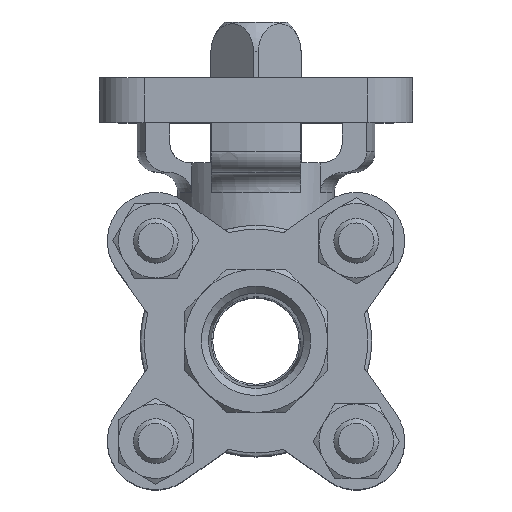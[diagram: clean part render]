
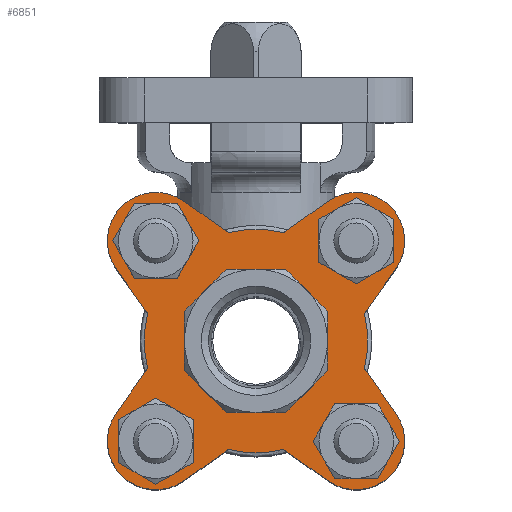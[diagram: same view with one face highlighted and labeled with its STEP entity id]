
A CAD part, top view. The second image highlights one B-rep face of the part: STEP entity #6851.
In plain terms, the highlighted planar face has unit normal (0, 0, 1).
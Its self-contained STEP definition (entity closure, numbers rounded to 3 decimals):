
#93=LINE('',#10788,#468);
#94=LINE('',#10792,#469);
#95=LINE('',#10796,#470);
#96=LINE('',#10800,#471);
#97=LINE('',#10804,#472);
#98=LINE('',#10808,#473);
#99=LINE('',#10812,#474);
#100=LINE('',#10816,#475);
#101=LINE('',#10819,#476);
#102=LINE('',#10822,#477);
#103=LINE('',#10824,#478);
#104=LINE('',#10826,#479);
#105=LINE('',#10828,#480);
#106=LINE('',#10830,#481);
#107=LINE('',#10832,#482);
#108=LINE('',#10834,#483);
#468=VECTOR('',#8316,1000.);
#469=VECTOR('',#8319,1000.);
#470=VECTOR('',#8322,1000.);
#471=VECTOR('',#8325,1000.);
#472=VECTOR('',#8328,1000.);
#473=VECTOR('',#8331,1000.);
#474=VECTOR('',#8334,1000.);
#475=VECTOR('',#8337,1000.);
#476=VECTOR('',#8340,1000.);
#477=VECTOR('',#8341,1000.);
#478=VECTOR('',#8342,1000.);
#479=VECTOR('',#8343,1000.);
#480=VECTOR('',#8344,1000.);
#481=VECTOR('',#8345,1000.);
#482=VECTOR('',#8346,1000.);
#483=VECTOR('',#8347,1000.);
#901=PLANE('',#7372);
#1151=CIRCLE('',#7373,15.);
#1152=CIRCLE('',#7374,6.5);
#1153=CIRCLE('',#7375,15.);
#1154=CIRCLE('',#7376,6.5);
#1155=CIRCLE('',#7377,15.);
#1156=CIRCLE('',#7378,6.5);
#1157=CIRCLE('',#7379,15.);
#1158=CIRCLE('',#7380,6.5);
#1159=CIRCLE('',#7381,4.5);
#1160=CIRCLE('',#7382,4.5);
#1161=CIRCLE('',#7383,4.5);
#1162=CIRCLE('',#7384,4.5);
#1661=ORIENTED_EDGE('',*,*,#3745,.F.);
#1662=ORIENTED_EDGE('',*,*,#3746,.T.);
#1663=ORIENTED_EDGE('',*,*,#3747,.T.);
#1664=ORIENTED_EDGE('',*,*,#3748,.T.);
#1665=ORIENTED_EDGE('',*,*,#3749,.F.);
#1666=ORIENTED_EDGE('',*,*,#3750,.T.);
#1667=ORIENTED_EDGE('',*,*,#3751,.T.);
#1668=ORIENTED_EDGE('',*,*,#3752,.T.);
#1669=ORIENTED_EDGE('',*,*,#3753,.F.);
#1670=ORIENTED_EDGE('',*,*,#3754,.T.);
#1671=ORIENTED_EDGE('',*,*,#3755,.T.);
#1672=ORIENTED_EDGE('',*,*,#3756,.T.);
#1673=ORIENTED_EDGE('',*,*,#3757,.F.);
#1674=ORIENTED_EDGE('',*,*,#3758,.T.);
#1675=ORIENTED_EDGE('',*,*,#3759,.T.);
#1676=ORIENTED_EDGE('',*,*,#3760,.T.);
#1677=ORIENTED_EDGE('',*,*,#3761,.F.);
#1678=ORIENTED_EDGE('',*,*,#3762,.F.);
#1679=ORIENTED_EDGE('',*,*,#3763,.F.);
#1680=ORIENTED_EDGE('',*,*,#3764,.F.);
#1681=ORIENTED_EDGE('',*,*,#3765,.F.);
#1682=ORIENTED_EDGE('',*,*,#3766,.F.);
#1683=ORIENTED_EDGE('',*,*,#3767,.F.);
#1684=ORIENTED_EDGE('',*,*,#3768,.F.);
#1685=ORIENTED_EDGE('',*,*,#3769,.F.);
#1686=ORIENTED_EDGE('',*,*,#3770,.F.);
#1687=ORIENTED_EDGE('',*,*,#3771,.F.);
#1688=ORIENTED_EDGE('',*,*,#3772,.F.);
#3745=EDGE_CURVE('',#4754,#4755,#1151,.T.);
#3746=EDGE_CURVE('',#4754,#4756,#93,.T.);
#3747=EDGE_CURVE('',#4756,#4757,#1152,.T.);
#3748=EDGE_CURVE('',#4757,#4758,#94,.T.);
#3749=EDGE_CURVE('',#4759,#4758,#1153,.T.);
#3750=EDGE_CURVE('',#4759,#4760,#95,.T.);
#3751=EDGE_CURVE('',#4760,#4761,#1154,.T.);
#3752=EDGE_CURVE('',#4761,#4762,#96,.T.);
#3753=EDGE_CURVE('',#4763,#4762,#1155,.T.);
#3754=EDGE_CURVE('',#4763,#4764,#97,.T.);
#3755=EDGE_CURVE('',#4764,#4765,#1156,.T.);
#3756=EDGE_CURVE('',#4765,#4766,#98,.T.);
#3757=EDGE_CURVE('',#4767,#4766,#1157,.T.);
#3758=EDGE_CURVE('',#4767,#4768,#99,.T.);
#3759=EDGE_CURVE('',#4768,#4769,#1158,.T.);
#3760=EDGE_CURVE('',#4769,#4755,#100,.T.);
#3761=EDGE_CURVE('',#4770,#4770,#1159,.F.);
#3762=EDGE_CURVE('',#4771,#4772,#101,.T.);
#3763=EDGE_CURVE('',#4773,#4771,#102,.T.);
#3764=EDGE_CURVE('',#4774,#4773,#103,.T.);
#3765=EDGE_CURVE('',#4775,#4774,#104,.T.);
#3766=EDGE_CURVE('',#4776,#4775,#105,.T.);
#3767=EDGE_CURVE('',#4777,#4776,#106,.T.);
#3768=EDGE_CURVE('',#4778,#4777,#107,.T.);
#3769=EDGE_CURVE('',#4772,#4778,#108,.T.);
#3770=EDGE_CURVE('',#4779,#4779,#1160,.F.);
#3771=EDGE_CURVE('',#4780,#4780,#1161,.F.);
#3772=EDGE_CURVE('',#4781,#4781,#1162,.F.);
#4754=VERTEX_POINT('',#10786);
#4755=VERTEX_POINT('',#10787);
#4756=VERTEX_POINT('',#10789);
#4757=VERTEX_POINT('',#10791);
#4758=VERTEX_POINT('',#10793);
#4759=VERTEX_POINT('',#10795);
#4760=VERTEX_POINT('',#10797);
#4761=VERTEX_POINT('',#10799);
#4762=VERTEX_POINT('',#10801);
#4763=VERTEX_POINT('',#10803);
#4764=VERTEX_POINT('',#10805);
#4765=VERTEX_POINT('',#10807);
#4766=VERTEX_POINT('',#10809);
#4767=VERTEX_POINT('',#10811);
#4768=VERTEX_POINT('',#10813);
#4769=VERTEX_POINT('',#10815);
#4770=VERTEX_POINT('',#10818);
#4771=VERTEX_POINT('',#10820);
#4772=VERTEX_POINT('',#10821);
#4773=VERTEX_POINT('',#10823);
#4774=VERTEX_POINT('',#10825);
#4775=VERTEX_POINT('',#10827);
#4776=VERTEX_POINT('',#10829);
#4777=VERTEX_POINT('',#10831);
#4778=VERTEX_POINT('',#10833);
#4779=VERTEX_POINT('',#10836);
#4780=VERTEX_POINT('',#10838);
#4781=VERTEX_POINT('',#10840);
#5670=EDGE_LOOP('',(#1661,#1662,#1663,#1664,#1665,#1666,#1667,#1668,#1669,
#1670,#1671,#1672,#1673,#1674,#1675,#1676));
#5671=EDGE_LOOP('',(#1677));
#5672=EDGE_LOOP('',(#1678,#1679,#1680,#1681,#1682,#1683,#1684,#1685));
#5673=EDGE_LOOP('',(#1686));
#5674=EDGE_LOOP('',(#1687));
#5675=EDGE_LOOP('',(#1688));
#6205=FACE_BOUND('',#5670,.T.);
#6206=FACE_BOUND('',#5671,.T.);
#6207=FACE_BOUND('',#5672,.T.);
#6208=FACE_BOUND('',#5673,.T.);
#6209=FACE_BOUND('',#5674,.T.);
#6210=FACE_BOUND('',#5675,.T.);
#6851=ADVANCED_FACE('',(#6205,#6206,#6207,#6208,#6209,#6210),#901,.F.);
#7372=AXIS2_PLACEMENT_3D('',#10784,#8312,#8313);
#7373=AXIS2_PLACEMENT_3D('',#10785,#8314,#8315);
#7374=AXIS2_PLACEMENT_3D('',#10790,#8317,#8318);
#7375=AXIS2_PLACEMENT_3D('',#10794,#8320,#8321);
#7376=AXIS2_PLACEMENT_3D('',#10798,#8323,#8324);
#7377=AXIS2_PLACEMENT_3D('',#10802,#8326,#8327);
#7378=AXIS2_PLACEMENT_3D('',#10806,#8329,#8330);
#7379=AXIS2_PLACEMENT_3D('',#10810,#8332,#8333);
#7380=AXIS2_PLACEMENT_3D('',#10814,#8335,#8336);
#7381=AXIS2_PLACEMENT_3D('',#10817,#8338,#8339);
#7382=AXIS2_PLACEMENT_3D('',#10835,#8348,#8349);
#7383=AXIS2_PLACEMENT_3D('',#10837,#8350,#8351);
#7384=AXIS2_PLACEMENT_3D('',#10839,#8352,#8353);
#8312=DIRECTION('',(0.,0.,-1.));
#8313=DIRECTION('',(-1.,0.,0.));
#8314=DIRECTION('',(0.,0.,-1.));
#8315=DIRECTION('',(-1.,0.,0.));
#8316=DIRECTION('',(-0.819,0.574,0.));
#8317=DIRECTION('',(0.,0.,1.));
#8318=DIRECTION('',(1.,0.,0.));
#8319=DIRECTION('',(0.574,-0.819,0.));
#8320=DIRECTION('',(0.,0.,-1.));
#8321=DIRECTION('',(-1.,0.,0.));
#8322=DIRECTION('',(-0.574,-0.819,0.));
#8323=DIRECTION('',(0.,0.,1.));
#8324=DIRECTION('',(1.,0.,0.));
#8325=DIRECTION('',(0.819,0.574,0.));
#8326=DIRECTION('',(0.,0.,-1.));
#8327=DIRECTION('',(-1.,0.,0.));
#8328=DIRECTION('',(0.819,-0.574,0.));
#8329=DIRECTION('',(0.,0.,1.));
#8330=DIRECTION('',(1.,0.,0.));
#8331=DIRECTION('',(-0.574,0.819,0.));
#8332=DIRECTION('',(0.,0.,-1.));
#8333=DIRECTION('',(-1.,0.,0.));
#8334=DIRECTION('',(0.574,0.819,0.));
#8335=DIRECTION('',(0.,0.,1.));
#8336=DIRECTION('',(1.,0.,0.));
#8337=DIRECTION('',(-0.819,-0.574,0.));
#8338=DIRECTION('',(0.,0.,-1.));
#8339=DIRECTION('',(-1.,0.,0.));
#8340=DIRECTION('',(-0.707,-0.707,0.));
#8341=DIRECTION('',(-1.,0.,0.));
#8342=DIRECTION('',(-0.707,0.707,0.));
#8343=DIRECTION('',(0.,1.,0.));
#8344=DIRECTION('',(0.707,0.707,0.));
#8345=DIRECTION('',(1.,0.,0.));
#8346=DIRECTION('',(0.707,-0.707,0.));
#8347=DIRECTION('',(0.,-1.,0.));
#8348=DIRECTION('',(0.,0.,-1.));
#8349=DIRECTION('',(-1.,0.,0.));
#8350=DIRECTION('',(0.,0.,-1.));
#8351=DIRECTION('',(-1.,0.,0.));
#8352=DIRECTION('',(0.,0.,-1.));
#8353=DIRECTION('',(-1.,0.,0.));
#10784=CARTESIAN_POINT('',(0.,0.,17.8));
#10785=CARTESIAN_POINT('',(0.,0.,17.8));
#10786=CARTESIAN_POINT('',(-3.682,14.541,17.8));
#10787=CARTESIAN_POINT('',(3.682,14.541,17.8));
#10788=CARTESIAN_POINT('',(0.,11.963,17.8));
#10789=CARTESIAN_POINT('',(-9.707,18.76,17.8));
#10790=CARTESIAN_POINT('',(-13.435,13.435,17.8));
#10791=CARTESIAN_POINT('',(-18.76,9.707,17.8));
#10792=CARTESIAN_POINT('',(-18.76,9.707,17.8));
#10793=CARTESIAN_POINT('',(-14.541,3.682,17.8));
#10794=CARTESIAN_POINT('',(0.,0.,17.8));
#10795=CARTESIAN_POINT('',(-14.541,-3.682,17.8));
#10796=CARTESIAN_POINT('',(-11.963,0.,17.8));
#10797=CARTESIAN_POINT('',(-18.76,-9.707,17.8));
#10798=CARTESIAN_POINT('',(-13.435,-13.435,17.8));
#10799=CARTESIAN_POINT('',(-9.707,-18.76,17.8));
#10800=CARTESIAN_POINT('',(-9.707,-18.76,17.8));
#10801=CARTESIAN_POINT('',(-3.682,-14.541,17.8));
#10802=CARTESIAN_POINT('',(0.,0.,17.8));
#10803=CARTESIAN_POINT('',(3.682,-14.541,17.8));
#10804=CARTESIAN_POINT('',(0.,-11.963,17.8));
#10805=CARTESIAN_POINT('',(9.707,-18.76,17.8));
#10806=CARTESIAN_POINT('',(13.435,-13.435,17.8));
#10807=CARTESIAN_POINT('',(18.76,-9.707,17.8));
#10808=CARTESIAN_POINT('',(18.76,-9.707,17.8));
#10809=CARTESIAN_POINT('',(14.541,-3.682,17.8));
#10810=CARTESIAN_POINT('',(0.,0.,17.8));
#10811=CARTESIAN_POINT('',(14.541,3.682,17.8));
#10812=CARTESIAN_POINT('',(11.963,0.,17.8));
#10813=CARTESIAN_POINT('',(18.76,9.707,17.8));
#10814=CARTESIAN_POINT('',(13.435,13.435,17.8));
#10815=CARTESIAN_POINT('',(9.707,18.76,17.8));
#10816=CARTESIAN_POINT('',(9.707,18.76,17.8));
#10817=CARTESIAN_POINT('',(-13.435,13.435,17.8));
#10818=CARTESIAN_POINT('',(-17.935,13.435,17.8));
#10819=CARTESIAN_POINT('',(-6.788,6.788,17.8));
#10820=CARTESIAN_POINT('',(-3.976,9.6,17.8));
#10821=CARTESIAN_POINT('',(-9.6,3.976,17.8));
#10822=CARTESIAN_POINT('',(0.,9.6,17.8));
#10823=CARTESIAN_POINT('',(3.976,9.6,17.8));
#10824=CARTESIAN_POINT('',(6.788,6.788,17.8));
#10825=CARTESIAN_POINT('',(9.6,3.976,17.8));
#10826=CARTESIAN_POINT('',(9.6,0.,17.8));
#10827=CARTESIAN_POINT('',(9.6,-3.976,17.8));
#10828=CARTESIAN_POINT('',(6.788,-6.788,17.8));
#10829=CARTESIAN_POINT('',(3.976,-9.6,17.8));
#10830=CARTESIAN_POINT('',(0.,-9.6,17.8));
#10831=CARTESIAN_POINT('',(-3.976,-9.6,17.8));
#10832=CARTESIAN_POINT('',(-6.788,-6.788,17.8));
#10833=CARTESIAN_POINT('',(-9.6,-3.976,17.8));
#10834=CARTESIAN_POINT('',(-9.6,0.,17.8));
#10835=CARTESIAN_POINT('',(-13.435,-13.435,17.8));
#10836=CARTESIAN_POINT('',(-17.935,-13.435,17.8));
#10837=CARTESIAN_POINT('',(13.435,-13.435,17.8));
#10838=CARTESIAN_POINT('',(8.935,-13.435,17.8));
#10839=CARTESIAN_POINT('',(13.435,13.435,17.8));
#10840=CARTESIAN_POINT('',(8.935,13.435,17.8));
